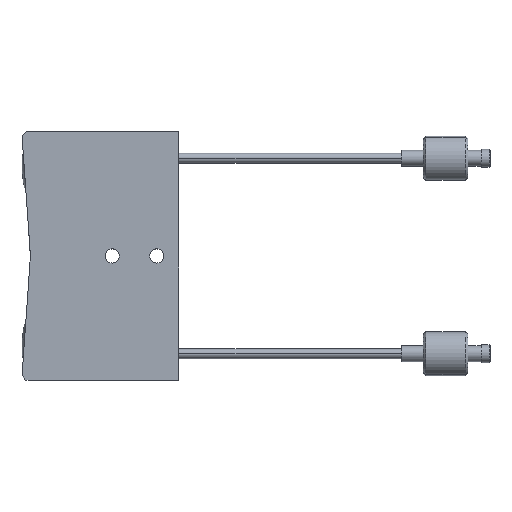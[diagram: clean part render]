
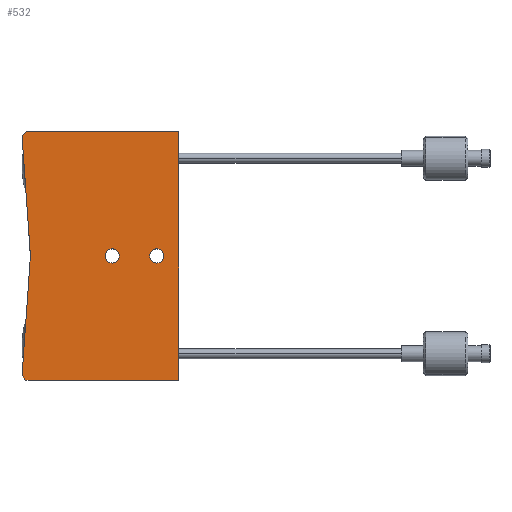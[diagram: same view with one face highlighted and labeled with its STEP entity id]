
A CAD part, top view. The second image highlights one B-rep face of the part: STEP entity #532.
In plain terms, the highlighted planar face has unit normal (0, 0, 1).
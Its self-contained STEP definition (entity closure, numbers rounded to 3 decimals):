
#1 = VERTEX_POINT ( 'NONE', #177 ) ;
#6 = DIRECTION ( 'NONE',  ( -0.07, 0.998, 0. ) ) ;
#28 = ORIENTED_EDGE ( 'NONE', *, *, #471, .T. ) ;
#36 = FACE_BOUND ( 'NONE', #1501, .T. ) ;
#120 = DIRECTION ( 'NONE',  ( -1., 0., 0. ) ) ;
#122 = LINE ( 'NONE', #678, #1100 ) ;
#143 = CARTESIAN_POINT ( 'NONE',  ( 17.695, -28., 5. ) ) ;
#160 = ORIENTED_EDGE ( 'NONE', *, *, #228, .F. ) ;
#168 = CARTESIAN_POINT ( 'NONE',  ( -15.737, 0., 5. ) ) ;
#177 = CARTESIAN_POINT ( 'NONE',  ( -16.73, -28., 5. ) ) ;
#203 = CARTESIAN_POINT ( 'NONE',  ( -17.695, -28., 5. ) ) ;
#228 = EDGE_CURVE ( 'NONE', #372, #1307, #580, .T. ) ;
#234 = ORIENTED_EDGE ( 'NONE', *, *, #238, .F. ) ;
#238 = EDGE_CURVE ( 'NONE', #1038, #980, #1373, .T. ) ;
#250 = ORIENTED_EDGE ( 'NONE', *, *, #947, .F. ) ;
#298 = CARTESIAN_POINT ( 'NONE',  ( 17.695, 28., 5. ) ) ;
#316 = EDGE_CURVE ( 'NONE', #1619, #672, #756, .T. ) ;
#320 = DIRECTION ( 'NONE',  ( 1., 0., 0. ) ) ;
#326 = FACE_BOUND ( 'NONE', #1642, .T. ) ;
#331 = DIRECTION ( 'NONE',  ( -1., 0., 0. ) ) ;
#342 = AXIS2_PLACEMENT_3D ( 'NONE', #606, #1365, #1243 ) ;
#345 = CARTESIAN_POINT ( 'NONE',  ( 14.295, 0., 5. ) ) ;
#359 = DIRECTION ( 'NONE',  ( 0., 1., 0. ) ) ;
#360 = AXIS2_PLACEMENT_3D ( 'NONE', #518, #383, #1152 ) ;
#369 = EDGE_CURVE ( 'NONE', #561, #1, #651, .T. ) ;
#372 = VERTEX_POINT ( 'NONE', #620 ) ;
#383 = DIRECTION ( 'NONE',  ( 0., 0., 1. ) ) ;
#429 = DIRECTION ( 'NONE',  ( 0., 0., 1. ) ) ;
#471 = EDGE_CURVE ( 'NONE', #672, #1307, #1583, .T. ) ;
#490 = CARTESIAN_POINT ( 'NONE',  ( 12.695, 0., 5. ) ) ;
#511 = CIRCLE ( 'NONE', #342, 1.6 ) ;
#513 = AXIS2_PLACEMENT_3D ( 'NONE', #594, #1224, #331 ) ;
#518 = CARTESIAN_POINT ( 'NONE',  ( 12.695, 0., 5. ) ) ;
#521 = ORIENTED_EDGE ( 'NONE', *, *, #316, .T. ) ;
#532 = ADVANCED_FACE ( 'NONE', ( #36, #326, #571 ), #1618, .F. ) ;
#561 = VERTEX_POINT ( 'NONE', #1221 ) ;
#571 = FACE_OUTER_BOUND ( 'NONE', #1600, .T. ) ;
#575 = AXIS2_PLACEMENT_3D ( 'NONE', #490, #429, #732 ) ;
#580 = LINE ( 'NONE', #901, #1553 ) ;
#588 = EDGE_CURVE ( 'NONE', #1, #886, #1148, .T. ) ;
#594 = CARTESIAN_POINT ( 'NONE',  ( 0., 0., 5. ) ) ;
#606 = CARTESIAN_POINT ( 'NONE',  ( 2.695, 0., 5. ) ) ;
#620 = CARTESIAN_POINT ( 'NONE',  ( -15.737, 0., 5. ) ) ;
#635 = VECTOR ( 'NONE', #120, 1000. ) ;
#644 = DIRECTION ( 'NONE',  ( 0., 0., 1. ) ) ;
#651 = LINE ( 'NONE', #1515, #1329 ) ;
#672 = VERTEX_POINT ( 'NONE', #817 ) ;
#678 = CARTESIAN_POINT ( 'NONE',  ( 17.695, -28., 5. ) ) ;
#700 = CIRCLE ( 'NONE', #1157, 1.6 ) ;
#702 = CARTESIAN_POINT ( 'NONE',  ( -17.628, 27.037, 5. ) ) ;
#711 = EDGE_CURVE ( 'NONE', #561, #372, #1542, .T. ) ;
#731 = VERTEX_POINT ( 'NONE', #1567 ) ;
#732 = DIRECTION ( 'NONE',  ( 1., 0., 0. ) ) ;
#737 = ORIENTED_EDGE ( 'NONE', *, *, #1214, .F. ) ;
#756 = LINE ( 'NONE', #888, #635 ) ;
#804 = VECTOR ( 'NONE', #320, 1000. ) ;
#817 = CARTESIAN_POINT ( 'NONE',  ( -16.665, 28., 5. ) ) ;
#869 = CIRCLE ( 'NONE', #575, 1.6 ) ;
#881 = EDGE_CURVE ( 'NONE', #731, #1193, #700, .T. ) ;
#886 = VERTEX_POINT ( 'NONE', #143 ) ;
#888 = CARTESIAN_POINT ( 'NONE',  ( -17.695, 28., 5. ) ) ;
#901 = CARTESIAN_POINT ( 'NONE',  ( -17.695, 28., 5. ) ) ;
#928 = DIRECTION ( 'NONE',  ( 0.07, 0.998, 0. ) ) ;
#947 = EDGE_CURVE ( 'NONE', #1193, #731, #511, .T. ) ;
#980 = VERTEX_POINT ( 'NONE', #345 ) ;
#983 = CARTESIAN_POINT ( 'NONE',  ( 11.095, 0., 5. ) ) ;
#988 = DIRECTION ( 'NONE',  ( -0.707, -0.707, 0. ) ) ;
#1038 = VERTEX_POINT ( 'NONE', #983 ) ;
#1100 = VECTOR ( 'NONE', #359, 1000. ) ;
#1148 = LINE ( 'NONE', #203, #804 ) ;
#1152 = DIRECTION ( 'NONE',  ( 1., 0., 0. ) ) ;
#1157 = AXIS2_PLACEMENT_3D ( 'NONE', #1544, #644, #1392 ) ;
#1172 = ORIENTED_EDGE ( 'NONE', *, *, #881, .F. ) ;
#1193 = VERTEX_POINT ( 'NONE', #1325 ) ;
#1197 = VECTOR ( 'NONE', #928, 1000. ) ;
#1214 = EDGE_CURVE ( 'NONE', #980, #1038, #869, .T. ) ;
#1221 = CARTESIAN_POINT ( 'NONE',  ( -17.623, -26.973, 5. ) ) ;
#1224 = DIRECTION ( 'NONE',  ( 0., 0., -1. ) ) ;
#1243 = DIRECTION ( 'NONE',  ( 1., 0., 0. ) ) ;
#1249 = CARTESIAN_POINT ( 'NONE',  ( -17.628, 27.037, 5. ) ) ;
#1307 = VERTEX_POINT ( 'NONE', #702 ) ;
#1323 = VECTOR ( 'NONE', #988, 1000. ) ;
#1325 = CARTESIAN_POINT ( 'NONE',  ( 1.095, 0., 5. ) ) ;
#1327 = ORIENTED_EDGE ( 'NONE', *, *, #369, .T. ) ;
#1329 = VECTOR ( 'NONE', #1386, 1000. ) ;
#1365 = DIRECTION ( 'NONE',  ( 0., 0., 1. ) ) ;
#1373 = CIRCLE ( 'NONE', #360, 1.6 ) ;
#1386 = DIRECTION ( 'NONE',  ( 0.656, -0.755, 0. ) ) ;
#1392 = DIRECTION ( 'NONE',  ( 1., 0., 0. ) ) ;
#1409 = EDGE_CURVE ( 'NONE', #886, #1619, #122, .T. ) ;
#1415 = ORIENTED_EDGE ( 'NONE', *, *, #711, .F. ) ;
#1501 = EDGE_LOOP ( 'NONE', ( #737, #234 ) ) ;
#1515 = CARTESIAN_POINT ( 'NONE',  ( -16.73, -28., 5. ) ) ;
#1542 = LINE ( 'NONE', #168, #1197 ) ;
#1544 = CARTESIAN_POINT ( 'NONE',  ( 2.695, 0., 5. ) ) ;
#1553 = VECTOR ( 'NONE', #6, 1000. ) ;
#1567 = CARTESIAN_POINT ( 'NONE',  ( 4.295, 0., 5. ) ) ;
#1583 = LINE ( 'NONE', #1249, #1323 ) ;
#1600 = EDGE_LOOP ( 'NONE', ( #1415, #1327, #1605, #1622, #521, #28, #160 ) ) ;
#1605 = ORIENTED_EDGE ( 'NONE', *, *, #588, .T. ) ;
#1618 = PLANE ( 'NONE',  #513 ) ;
#1619 = VERTEX_POINT ( 'NONE', #298 ) ;
#1622 = ORIENTED_EDGE ( 'NONE', *, *, #1409, .T. ) ;
#1642 = EDGE_LOOP ( 'NONE', ( #1172, #250 ) ) ;
